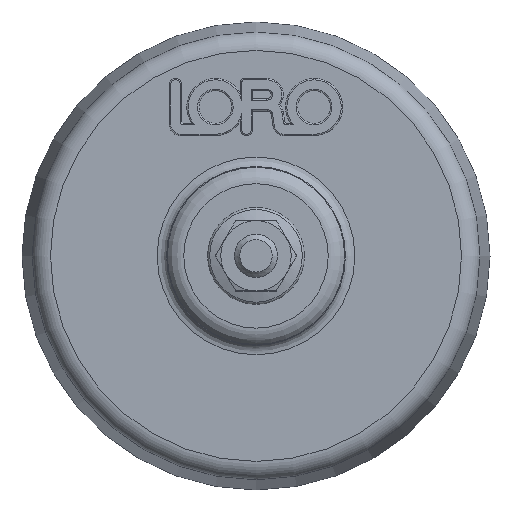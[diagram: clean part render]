
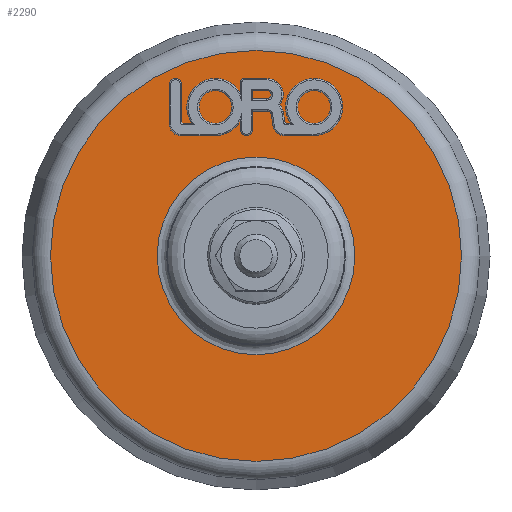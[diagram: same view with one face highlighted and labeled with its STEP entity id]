
A CAD part, top view. The second image highlights one B-rep face of the part: STEP entity #2290.
In plain terms, the highlighted planar face has unit normal (0, 0, 1).
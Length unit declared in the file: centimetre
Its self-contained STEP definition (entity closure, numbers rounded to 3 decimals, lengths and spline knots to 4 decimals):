
#437=FACE_BOUND('',#667,.T.);
#504=FACE_OUTER_BOUND('',#666,.T.);
#666=EDGE_LOOP('',(#1725));
#667=EDGE_LOOP('',(#1726));
#852=CIRCLE('',#2524,18.2528);
#853=CIRCLE('',#2526,37.9653);
#1025=VERTEX_POINT('',#3773);
#1026=VERTEX_POINT('',#3777);
#1276=EDGE_CURVE('',#1025,#1025,#852,.T.);
#1277=EDGE_CURVE('',#1026,#1026,#853,.T.);
#1725=ORIENTED_EDGE('',*,*,#1277,.F.);
#1726=ORIENTED_EDGE('',*,*,#1276,.T.);
#2205=PLANE('',#2525);
#2290=ADVANCED_FACE('',(#504,#437),#2205,.T.);
#2524=AXIS2_PLACEMENT_3D('',#3775,#3027,#3028);
#2525=AXIS2_PLACEMENT_3D('',#3776,#3029,#3030);
#2526=AXIS2_PLACEMENT_3D('',#3778,#3031,#3032);
#3027=DIRECTION('center_axis',(0.,0.,
-1.));
#3028=DIRECTION('ref_axis',(1.,0.,0.));
#3029=DIRECTION('center_axis',(0.,0.,
1.));
#3030=DIRECTION('ref_axis',(0.,-1.,0.));
#3031=DIRECTION('center_axis',(0.,0.,
-1.));
#3032=DIRECTION('ref_axis',(1.,0.,0.));
#3773=CARTESIAN_POINT('',(0.,-18.2528,18.4378));
#3775=CARTESIAN_POINT('Origin',(0.,0.,18.4378));
#3776=CARTESIAN_POINT('Origin',(-37.9653,0.,
18.4378));
#3777=CARTESIAN_POINT('',(0.,-37.9653,18.4378));
#3778=CARTESIAN_POINT('Origin',(0.,0.,18.4378));
